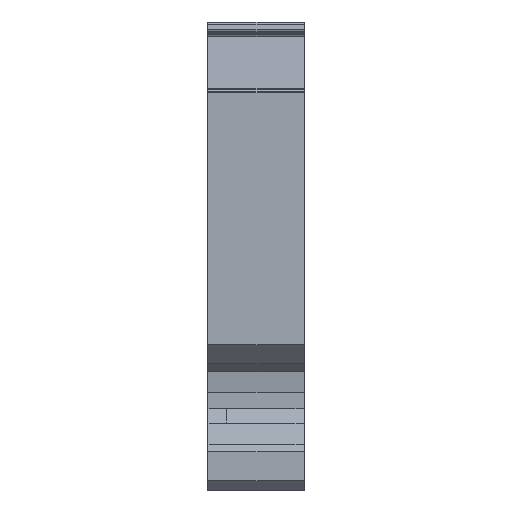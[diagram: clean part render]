
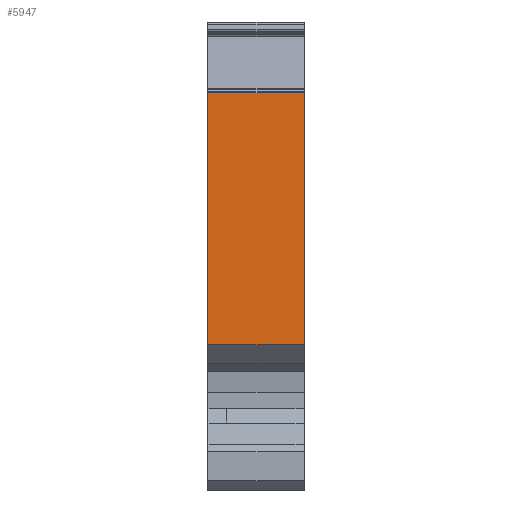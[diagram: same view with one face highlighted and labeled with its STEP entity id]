
A CAD part, left-side view. The second image highlights one B-rep face of the part: STEP entity #5947.
In plain terms, the highlighted free-form (B-spline) face has degree [1, 1] with [2, 2] control points.
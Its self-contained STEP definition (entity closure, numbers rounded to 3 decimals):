
#1138=CARTESIAN_POINT('',(-33.95,0.,8.5));
#1139=VERTEX_POINT('',#1138);
#1146=CARTESIAN_POINT('',(-33.95,10.2,8.5));
#1147=VERTEX_POINT('',#1146);
#1148=CARTESIAN_POINT('',(-33.95,10.2,8.5));
#1149=CARTESIAN_POINT('',(-33.95,0.,8.5));
#1150=B_SPLINE_CURVE_WITH_KNOTS('',1,(#1148,#1149),.POLYLINE_FORM.,.F.,.U.,(2,2),(0.,1.),.UNSPECIFIED.);
#1151=EDGE_CURVE('',#1147,#1139,#1150,.T.);
#1512=CARTESIAN_POINT('',(-33.95,0.,35.3));
#1513=VERTEX_POINT('',#1512);
#1528=CARTESIAN_POINT('',(-33.95,10.2,35.3));
#1529=VERTEX_POINT('',#1528);
#1535=CARTESIAN_POINT('',(-33.95,0.,35.3));
#1536=CARTESIAN_POINT('',(-33.95,10.2,35.3));
#1537=B_SPLINE_CURVE_WITH_KNOTS('',1,(#1535,#1536),.POLYLINE_FORM.,.F.,.U.,(2,2),(0.,1.),.UNSPECIFIED.);
#1538=EDGE_CURVE('',#1513,#1529,#1537,.T.);
#5928=CARTESIAN_POINT('',(-33.95,-1.351,5.102));
#5929=CARTESIAN_POINT('',(-33.95,11.551,5.102));
#5930=CARTESIAN_POINT('',(-33.95,-1.351,37.801));
#5931=CARTESIAN_POINT('',(-33.95,11.551,37.801));
#5932=B_SPLINE_SURFACE_WITH_KNOTS('',1,1,((#5928,#5929),(#5930,#5931)),.PLANE_SURF.,.F.,.F.,.U.,(2,2),(2,2),(0.,1.),(0.,1.),.UNSPECIFIED.);
#5933=ORIENTED_EDGE('',*,*,#1538,.T.);
#5934=CARTESIAN_POINT('',(-33.95,10.2,8.5));
#5935=CARTESIAN_POINT('',(-33.95,10.2,35.3));
#5936=B_SPLINE_CURVE_WITH_KNOTS('',1,(#5934,#5935),.POLYLINE_FORM.,.F.,.U.,(2,2),(0.,1.),.UNSPECIFIED.);
#5937=EDGE_CURVE('',#1147,#1529,#5936,.T.);
#5938=ORIENTED_EDGE('',*,*,#5937,.F.);
#5939=ORIENTED_EDGE('',*,*,#1151,.T.);
#5940=CARTESIAN_POINT('',(-33.95,0.,35.3));
#5941=CARTESIAN_POINT('',(-33.95,0.,8.5));
#5942=B_SPLINE_CURVE_WITH_KNOTS('',1,(#5940,#5941),.POLYLINE_FORM.,.F.,.U.,(2,2),(0.,1.),.UNSPECIFIED.);
#5943=EDGE_CURVE('',#1513,#1139,#5942,.T.);
#5944=ORIENTED_EDGE('',*,*,#5943,.F.);
#5945=EDGE_LOOP('',(#5933,#5938,#5939,#5944));
#5946=FACE_OUTER_BOUND('',#5945,.T.);
#5947=ADVANCED_FACE('',(#5946),#5932,.T.);
